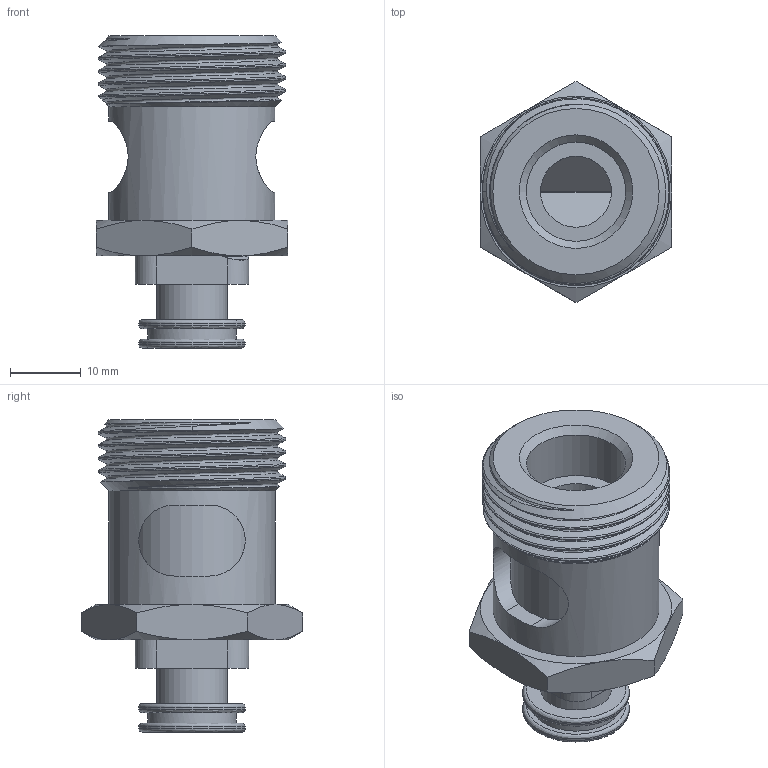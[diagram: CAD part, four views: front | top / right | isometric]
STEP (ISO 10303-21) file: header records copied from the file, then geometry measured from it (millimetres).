
FILE_DESCRIPTION (( 'STEP AP203' ), '1' );
FILE_NAME ('CO2-Anschluss-mit-Schauglas_und Lippventil.STEP', '2013-04-16T19:04:03', ( '' ), ( '' ), 'SwSTEP 2.0', 'SolidWorks 2012', '' );
FILE_SCHEMA (( 'CONFIG_CONTROL_DESIGN' ));
Length unit declared in the file: millimetre
Products named in the file (5): Lippventil; Schauglas; CO2 Schauglas Gegenstueck; CO2 mit Schauglas; CO2-Anschluss-mit-Schauglas_und Lippventil
Assembly tree (5 placements, depth 2):
  CO2-Anschluss-mit-Schauglas_und Lippventil
    CO2 mit Schauglas
    CO2 Schauglas Gegenstueck
    Schauglas
    Lippventil  x2
Bounding box: 27 x 31.18 x 44 mm (x, y, z)
Volume: 11864.6 mm3; surface area: 11752.1 mm2
Topology: 5 solids, 5 shells, 176 faces, 406 edges, 249 vertices
Faces by surface type: plane 62, cylinder 36, bspline 27, cone 24, torus 19, sphere 8
Full cylindrical faces by diameter (mm): 7 x1, 10 x3, 11 x2, 12.5 x1, 14 x5, 15 x2, 18 x3, 18.5 x4, 23.44 x1
Entity records: 12588 total; most frequent: CARTESIAN_POINT 9413, ORIENTED_EDGE 524, DIRECTION 506, EDGE_CURVE 262, AXIS2_PLACEMENT_3D 223, EDGE_LOOP 196, VERTEX_POINT 180, FACE_OUTER_BOUND 167
